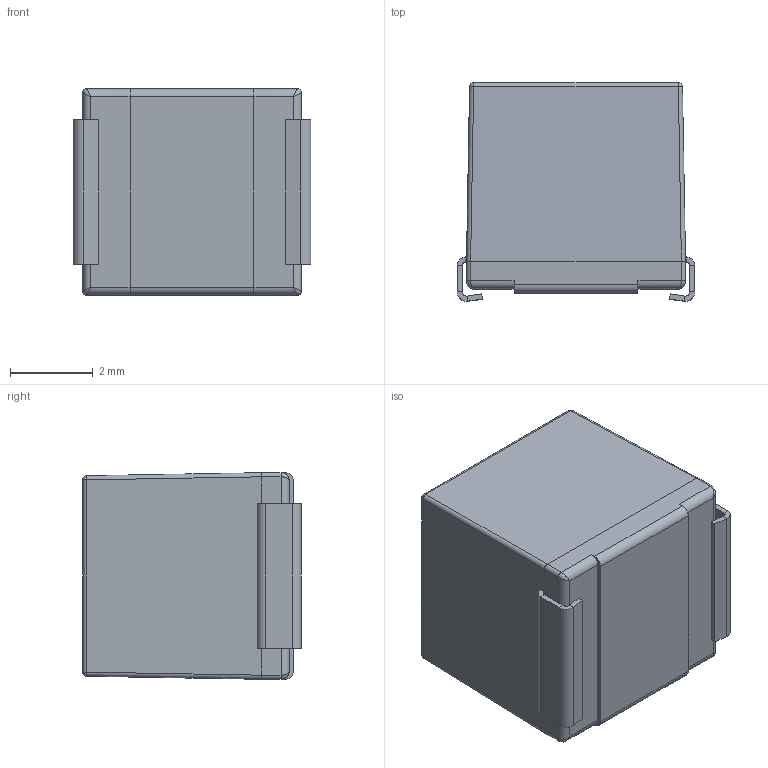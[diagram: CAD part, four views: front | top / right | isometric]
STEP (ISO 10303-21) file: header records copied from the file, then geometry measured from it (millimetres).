
FILE_DESCRIPTION((''),'2;1');
FILE_NAME('C62099-A550-K39_SW0001','2019-05-14T',('ea6265'),(''),'CREO PARAMETRIC BY PTC INC, 2017170','CREO PARAMETRIC BY PTC INC, 2017170','');
FILE_SCHEMA(('AUTOMOTIVE_DESIGN { 1 0 10303 214 1 1 1 1 }'));
Length unit declared in the file: millimetre
Products named in the file (1): C62099-A550-K39_SW0001
Bounding box: 5.75 x 5.29 x 5 mm (x, y, z)
Volume: 131.5 mm3; surface area: 173.7 mm2
Topology: 1 solids, 1 shells, 87 faces, 188 edges, 104 vertices
Faces by surface type: plane 49, cylinder 30, bspline 4, sphere 4
Entity records: 3412 total; most frequent: CARTESIAN_POINT 629, DIRECTION 386, ORIENTED_EDGE 376, EDGE_CURVE 188, VECTOR 132, LINE 132, AXIS2_PLACEMENT_3D 127, VERTEX_POINT 104
